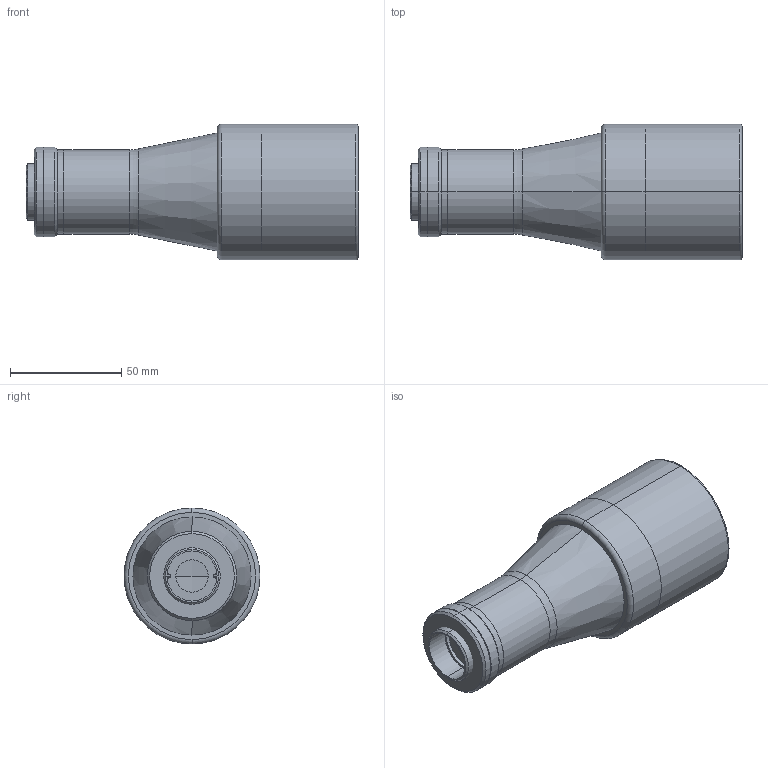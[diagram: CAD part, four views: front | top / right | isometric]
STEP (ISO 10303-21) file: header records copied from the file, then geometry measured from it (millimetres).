
FILE_DESCRIPTION (( 'STEP AP203' ), '1' );
FILE_NAME ('TC12036.STEP', '2009-08-06T12:51:18', ( 'Opto Engineering Srl' ), ( 'Opto Engineering Srl' ), 'SwSTEP 2.0', 'SolidWorks 2005037', '' );
FILE_SCHEMA (( 'CONFIG_CONTROL_DESIGN' ));
Length unit declared in the file: millimetre
Products named in the file (1): TC12036
Bounding box: 148.91 x 61 x 61 mm (x, y, z)
Surface area: 38880.1 mm2 (no closed solid volume)
Topology: 0 solids, 11 shells, 73 faces, 200 edges, 142 vertices
Faces by surface type: cylinder 30, plane 22, cone 13, torus 6, sphere 2
Entity records: 2490 total; most frequent: DIRECTION 487, CARTESIAN_POINT 428, ORIENTED_EDGE 324, AXIS2_PLACEMENT_3D 217, EDGE_CURVE 200, CIRCLE 143, VERTEX_POINT 142, EDGE_LOOP 101
